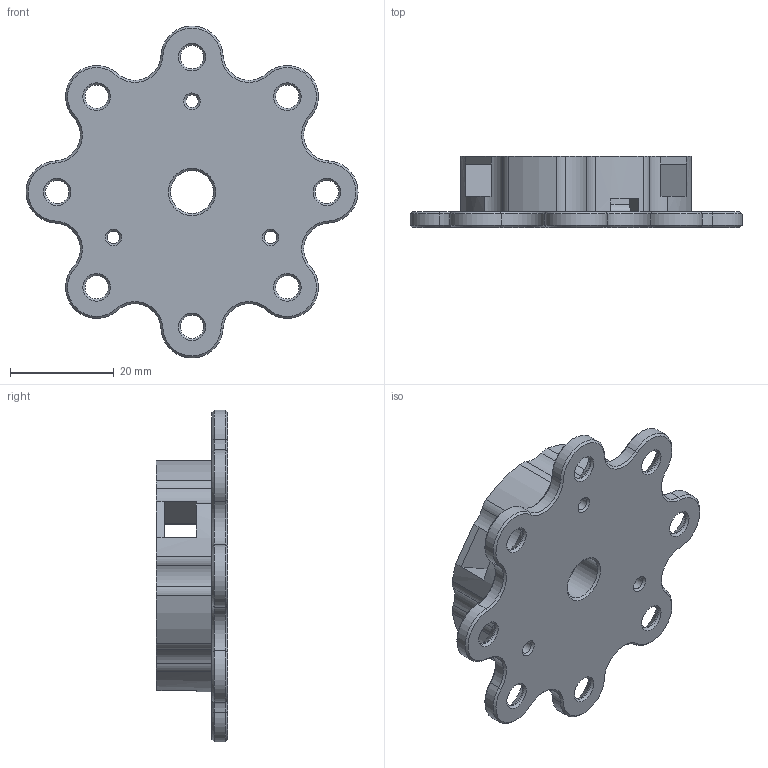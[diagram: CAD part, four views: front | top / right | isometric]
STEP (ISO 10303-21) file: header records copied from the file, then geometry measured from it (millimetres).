
FILE_DESCRIPTION(/* description */ (''),/* implementation_level */ '2;1');
FILE_NAME(/* name */ 'QC_Base.step',/* time_stamp */ '2020-12-19T12:18:34+01:00',/* author */ (''),/* organization */ (''),/* preprocessor_version */ 'ST-DEVELOPER v18.1',/* originating_system */ 'Autodesk Translation Framework v9.7.1.1290',/* authorisation */ '');
FILE_SCHEMA (('AUTOMOTIVE_DESIGN { 1 0 10303 214 3 1 1 }'));
Length unit declared in the file: millimetre
Products named in the file (2): QuickRelease; Base
Assembly tree (1 placements, depth 2):
  QuickRelease
    Base
Bounding box: 64 x 13.7 x 64 mm (x, y, z)
Volume: 17287.4 mm3; surface area: 8739.4 mm2
Topology: 1 solids, 1 shells, 150 faces, 402 edges, 241 vertices
Faces by surface type: cylinder 67, cone 55, plane 28
Full cylindrical faces by diameter (mm): 2.4 x3, 4.5 x8, 8.3 x1
Entity records: 4806 total; most frequent: DIRECTION 919, ORIENTED_EDGE 804, CARTESIAN_POINT 796, EDGE_CURVE 402, AXIS2_PLACEMENT_3D 364, VERTEX_POINT 241, CIRCLE 211, LINE 191
